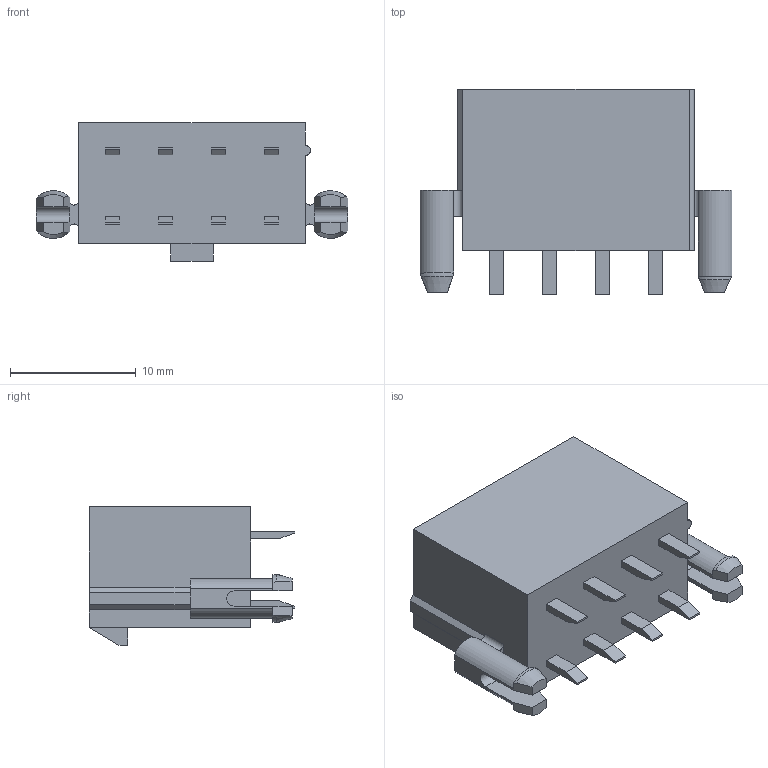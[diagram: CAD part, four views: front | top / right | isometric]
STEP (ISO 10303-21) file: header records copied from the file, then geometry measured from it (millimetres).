
FILE_DESCRIPTION((''),'2;1');
FILE_NAME('1724470008','2020-12-11T',('gga'),(''),'PRO/ENGINEER BY PARAMETRIC TECHNOLOGY CORPORATION, 2016010','PRO/ENGINEER BY PARAMETRIC TECHNOLOGY CORPORATION, 2016010','');
FILE_SCHEMA(('CONFIG_CONTROL_DESIGN'));
Length unit declared in the file: millimetre
Products named in the file (1): 1724470008
Bounding box: 24.78 x 16.3 x 11 mm (x, y, z)
Volume: 1481.7 mm3; surface area: 2584.8 mm2
Topology: 1 solids, 1 shells, 206 faces, 545 edges, 368 vertices
Faces by surface type: plane 187, cylinder 15, cone 4
Entity records: 6312 total; most frequent: CARTESIAN_POINT 1144, ORIENTED_EDGE 1046, DIRECTION 997, EDGE_CURVE 523, VECTOR 475, LINE 475, VERTEX_POINT 344, AXIS2_PLACEMENT_3D 261
